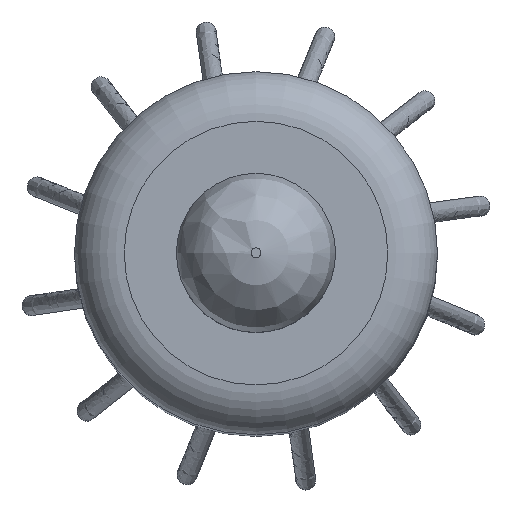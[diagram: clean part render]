
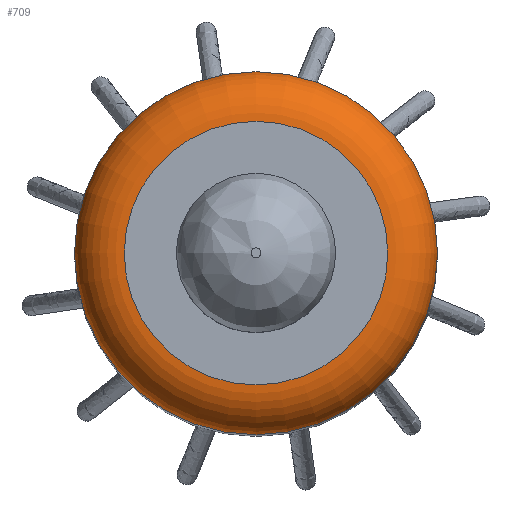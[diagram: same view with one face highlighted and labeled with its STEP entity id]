
A CAD part, top view. The second image highlights one B-rep face of the part: STEP entity #709.
In plain terms, the highlighted toroidal (fillet/blend) face has major radius 2.65 mm and minor radius 1 mm.
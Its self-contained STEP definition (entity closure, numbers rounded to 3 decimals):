
#15=TOROIDAL_SURFACE('',#823,2.65,1.);
#102=FACE_OUTER_BOUND('',#150,.T.);
#150=EDGE_LOOP('',(#565,#566,#567,#568));
#267=CIRCLE('',#820,3.65);
#269=CIRCLE('',#824,2.65);
#270=CIRCLE('',#825,1.);
#340=VERTEX_POINT('',#1246);
#342=VERTEX_POINT('',#1254);
#425=EDGE_CURVE('',#340,#340,#267,.T.);
#429=EDGE_CURVE('',#342,#342,#269,.T.);
#430=EDGE_CURVE('',#342,#340,#270,.T.);
#565=ORIENTED_EDGE('',*,*,#429,.T.);
#566=ORIENTED_EDGE('',*,*,#430,.T.);
#567=ORIENTED_EDGE('',*,*,#425,.T.);
#568=ORIENTED_EDGE('',*,*,#430,.F.);
#709=ADVANCED_FACE('',(#102),#15,.T.);
#820=AXIS2_PLACEMENT_3D('',#1247,#1021,#1022);
#823=AXIS2_PLACEMENT_3D('',#1253,#1029,#1030);
#824=AXIS2_PLACEMENT_3D('',#1255,#1031,#1032);
#825=AXIS2_PLACEMENT_3D('',#1256,#1033,#1034);
#1021=DIRECTION('center_axis',(0.,0.,1.));
#1022=DIRECTION('ref_axis',(1.,0.,0.));
#1029=DIRECTION('center_axis',(0.,0.,1.));
#1030=DIRECTION('ref_axis',(1.,0.,0.));
#1031=DIRECTION('center_axis',(0.,0.,-1.));
#1032=DIRECTION('ref_axis',(1.,0.,0.));
#1033=DIRECTION('center_axis',(0.,-1.,0.));
#1034=DIRECTION('ref_axis',(-1.,0.,0.));
#1246=CARTESIAN_POINT('',(-3.65,0.,24.5));
#1247=CARTESIAN_POINT('Origin',(0.,0.,24.5));
#1253=CARTESIAN_POINT('Origin',(0.,0.,24.5));
#1254=CARTESIAN_POINT('',(-2.65,0.,25.5));
#1255=CARTESIAN_POINT('Origin',(0.,0.,25.5));
#1256=CARTESIAN_POINT('Origin',(-2.65,0.,24.5));
